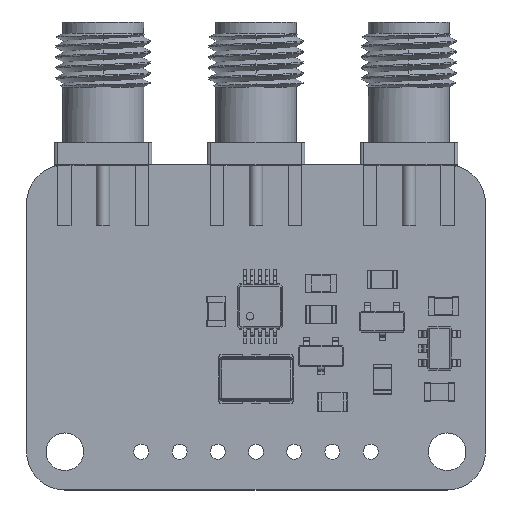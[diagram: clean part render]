
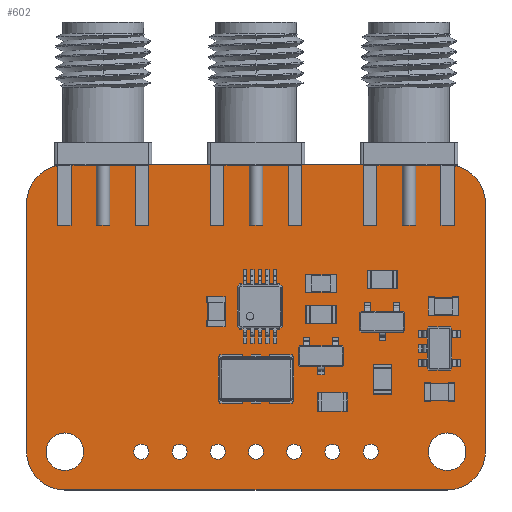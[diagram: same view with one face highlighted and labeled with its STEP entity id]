
A CAD part, top view. The second image highlights one B-rep face of the part: STEP entity #602.
In plain terms, the highlighted planar face has unit normal (0, 0, 1).
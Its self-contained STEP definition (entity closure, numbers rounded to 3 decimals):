
#54 = VERTEX_POINT('',#55);
#55 = CARTESIAN_POINT('',(163.741,-96.749,0.));
#72 = VERTEX_POINT('',#73);
#73 = CARTESIAN_POINT('',(163.741,-113.259,0.));
#79 = EDGE_CURVE('',#54,#72,#80,.T.);
#80 = LINE('',#81,#82);
#81 = CARTESIAN_POINT('',(163.741,-96.749,0.));
#82 = VECTOR('',#83,1.);
#83 = DIRECTION('',(0.,-1.,0.));
#94 = VERTEX_POINT('',#95);
#95 = CARTESIAN_POINT('',(161.201,-94.209,0.));
#111 = EDGE_CURVE('',#94,#54,#112,.T.);
#112 = CIRCLE('',#113,2.54);
#113 = AXIS2_PLACEMENT_3D('',#114,#115,#116);
#114 = CARTESIAN_POINT('',(161.201,-96.749,0.));
#115 = DIRECTION('',(0.,0.,-1.));
#116 = DIRECTION('',(0.,1.,0.));
#137 = VERTEX_POINT('',#138);
#138 = CARTESIAN_POINT('',(161.201,-115.799,0.));
#144 = EDGE_CURVE('',#72,#137,#145,.T.);
#145 = CIRCLE('',#146,2.54);
#146 = AXIS2_PLACEMENT_3D('',#147,#148,#149);
#147 = CARTESIAN_POINT('',(161.201,-113.259,0.));
#148 = DIRECTION('',(0.,0.,-1.));
#149 = DIRECTION('',(1.,0.,0.));
#160 = VERTEX_POINT('',#161);
#161 = CARTESIAN_POINT('',(135.801,-94.209,0.));
#176 = EDGE_CURVE('',#160,#94,#177,.T.);
#177 = LINE('',#178,#179);
#178 = CARTESIAN_POINT('',(135.801,-94.209,0.));
#179 = VECTOR('',#180,1.);
#180 = DIRECTION('',(1.,0.,0.));
#200 = VERTEX_POINT('',#201);
#201 = CARTESIAN_POINT('',(135.801,-115.799,0.));
#207 = EDGE_CURVE('',#137,#200,#208,.T.);
#208 = LINE('',#209,#210);
#209 = CARTESIAN_POINT('',(161.201,-115.799,0.));
#210 = VECTOR('',#211,1.);
#211 = DIRECTION('',(-1.,0.,0.));
#222 = VERTEX_POINT('',#223);
#223 = CARTESIAN_POINT('',(133.261,-96.749,0.));
#239 = EDGE_CURVE('',#222,#160,#240,.T.);
#240 = CIRCLE('',#241,2.54);
#241 = AXIS2_PLACEMENT_3D('',#242,#243,#244);
#242 = CARTESIAN_POINT('',(135.801,-96.749,0.));
#243 = DIRECTION('',(0.,0.,-1.));
#244 = DIRECTION('',(-1.,0.,0.));
#265 = VERTEX_POINT('',#266);
#266 = CARTESIAN_POINT('',(133.261,-113.259,0.));
#272 = EDGE_CURVE('',#200,#265,#273,.T.);
#273 = CIRCLE('',#274,2.54);
#274 = AXIS2_PLACEMENT_3D('',#275,#276,#277);
#275 = CARTESIAN_POINT('',(135.801,-113.259,0.));
#276 = DIRECTION('',(0.,0.,-1.));
#277 = DIRECTION('',(0.,-1.,-0.));
#295 = EDGE_CURVE('',#265,#222,#296,.T.);
#296 = LINE('',#297,#298);
#297 = CARTESIAN_POINT('',(133.261,-113.259,0.));
#298 = VECTOR('',#299,1.);
#299 = DIRECTION('',(0.,1.,0.));
#310 = VERTEX_POINT('',#311);
#311 = CARTESIAN_POINT('',(162.451,-113.259,0.));
#327 = EDGE_CURVE('',#310,#310,#328,.T.);
#328 = CIRCLE('',#329,1.25);
#329 = AXIS2_PLACEMENT_3D('',#330,#331,#332);
#330 = CARTESIAN_POINT('',(161.201,-113.259,0.));
#331 = DIRECTION('',(0.,0.,1.));
#332 = DIRECTION('',(1.,0.,-0.));
#343 = VERTEX_POINT('',#344);
#344 = CARTESIAN_POINT('',(156.621,-113.259,0.));
#360 = EDGE_CURVE('',#343,#343,#361,.T.);
#361 = CIRCLE('',#362,0.5);
#362 = AXIS2_PLACEMENT_3D('',#363,#364,#365);
#363 = CARTESIAN_POINT('',(156.121,-113.259,0.));
#364 = DIRECTION('',(0.,0.,1.));
#365 = DIRECTION('',(1.,0.,-0.));
#376 = VERTEX_POINT('',#377);
#377 = CARTESIAN_POINT('',(154.081,-113.259,0.));
#393 = EDGE_CURVE('',#376,#376,#394,.T.);
#394 = CIRCLE('',#395,0.5);
#395 = AXIS2_PLACEMENT_3D('',#396,#397,#398);
#396 = CARTESIAN_POINT('',(153.581,-113.259,0.));
#397 = DIRECTION('',(0.,0.,1.));
#398 = DIRECTION('',(1.,0.,-0.));
#409 = VERTEX_POINT('',#410);
#410 = CARTESIAN_POINT('',(151.541,-113.259,0.));
#426 = EDGE_CURVE('',#409,#409,#427,.T.);
#427 = CIRCLE('',#428,0.5);
#428 = AXIS2_PLACEMENT_3D('',#429,#430,#431);
#429 = CARTESIAN_POINT('',(151.041,-113.259,0.));
#430 = DIRECTION('',(0.,0.,1.));
#431 = DIRECTION('',(1.,0.,-0.));
#442 = VERTEX_POINT('',#443);
#443 = CARTESIAN_POINT('',(149.001,-113.259,0.));
#459 = EDGE_CURVE('',#442,#442,#460,.T.);
#460 = CIRCLE('',#461,0.5);
#461 = AXIS2_PLACEMENT_3D('',#462,#463,#464);
#462 = CARTESIAN_POINT('',(148.501,-113.259,0.));
#463 = DIRECTION('',(0.,0.,1.));
#464 = DIRECTION('',(1.,0.,-0.));
#475 = VERTEX_POINT('',#476);
#476 = CARTESIAN_POINT('',(146.461,-113.259,0.));
#492 = EDGE_CURVE('',#475,#475,#493,.T.);
#493 = CIRCLE('',#494,0.5);
#494 = AXIS2_PLACEMENT_3D('',#495,#496,#497);
#495 = CARTESIAN_POINT('',(145.961,-113.259,0.));
#496 = DIRECTION('',(0.,0.,1.));
#497 = DIRECTION('',(1.,0.,-0.));
#508 = VERTEX_POINT('',#509);
#509 = CARTESIAN_POINT('',(143.921,-113.259,0.));
#525 = EDGE_CURVE('',#508,#508,#526,.T.);
#526 = CIRCLE('',#527,0.5);
#527 = AXIS2_PLACEMENT_3D('',#528,#529,#530);
#528 = CARTESIAN_POINT('',(143.421,-113.259,0.));
#529 = DIRECTION('',(0.,0.,1.));
#530 = DIRECTION('',(1.,0.,-0.));
#541 = VERTEX_POINT('',#542);
#542 = CARTESIAN_POINT('',(141.381,-113.259,0.));
#558 = EDGE_CURVE('',#541,#541,#559,.T.);
#559 = CIRCLE('',#560,0.5);
#560 = AXIS2_PLACEMENT_3D('',#561,#562,#563);
#561 = CARTESIAN_POINT('',(140.881,-113.259,0.));
#562 = DIRECTION('',(0.,0.,1.));
#563 = DIRECTION('',(1.,0.,-0.));
#574 = VERTEX_POINT('',#575);
#575 = CARTESIAN_POINT('',(137.051,-113.259,0.));
#591 = EDGE_CURVE('',#574,#574,#592,.T.);
#592 = CIRCLE('',#593,1.25);
#593 = AXIS2_PLACEMENT_3D('',#594,#595,#596);
#594 = CARTESIAN_POINT('',(135.801,-113.259,0.));
#595 = DIRECTION('',(0.,0.,1.));
#596 = DIRECTION('',(1.,0.,-0.));
#602 = ADVANCED_FACE('',(#603,#613,#616,#619,#622,#625,#628,#631,#634,
    #637),#640,.F.);
#603 = FACE_BOUND('',#604,.F.);
#604 = EDGE_LOOP('',(#605,#606,#607,#608,#609,#610,#611,#612));
#605 = ORIENTED_EDGE('',*,*,#79,.T.);
#606 = ORIENTED_EDGE('',*,*,#144,.T.);
#607 = ORIENTED_EDGE('',*,*,#207,.T.);
#608 = ORIENTED_EDGE('',*,*,#272,.T.);
#609 = ORIENTED_EDGE('',*,*,#295,.T.);
#610 = ORIENTED_EDGE('',*,*,#239,.T.);
#611 = ORIENTED_EDGE('',*,*,#176,.T.);
#612 = ORIENTED_EDGE('',*,*,#111,.T.);
#613 = FACE_BOUND('',#614,.F.);
#614 = EDGE_LOOP('',(#615));
#615 = ORIENTED_EDGE('',*,*,#327,.T.);
#616 = FACE_BOUND('',#617,.F.);
#617 = EDGE_LOOP('',(#618));
#618 = ORIENTED_EDGE('',*,*,#360,.T.);
#619 = FACE_BOUND('',#620,.F.);
#620 = EDGE_LOOP('',(#621));
#621 = ORIENTED_EDGE('',*,*,#393,.T.);
#622 = FACE_BOUND('',#623,.F.);
#623 = EDGE_LOOP('',(#624));
#624 = ORIENTED_EDGE('',*,*,#426,.T.);
#625 = FACE_BOUND('',#626,.F.);
#626 = EDGE_LOOP('',(#627));
#627 = ORIENTED_EDGE('',*,*,#459,.T.);
#628 = FACE_BOUND('',#629,.F.);
#629 = EDGE_LOOP('',(#630));
#630 = ORIENTED_EDGE('',*,*,#492,.T.);
#631 = FACE_BOUND('',#632,.F.);
#632 = EDGE_LOOP('',(#633));
#633 = ORIENTED_EDGE('',*,*,#525,.T.);
#634 = FACE_BOUND('',#635,.F.);
#635 = EDGE_LOOP('',(#636));
#636 = ORIENTED_EDGE('',*,*,#558,.T.);
#637 = FACE_BOUND('',#638,.F.);
#638 = EDGE_LOOP('',(#639));
#639 = ORIENTED_EDGE('',*,*,#591,.T.);
#640 = PLANE('',#641);
#641 = AXIS2_PLACEMENT_3D('',#642,#643,#644);
#642 = CARTESIAN_POINT('',(148.501,-105.004,0.));
#643 = DIRECTION('',(-0.,-0.,-1.));
#644 = DIRECTION('',(-1.,0.,0.));
